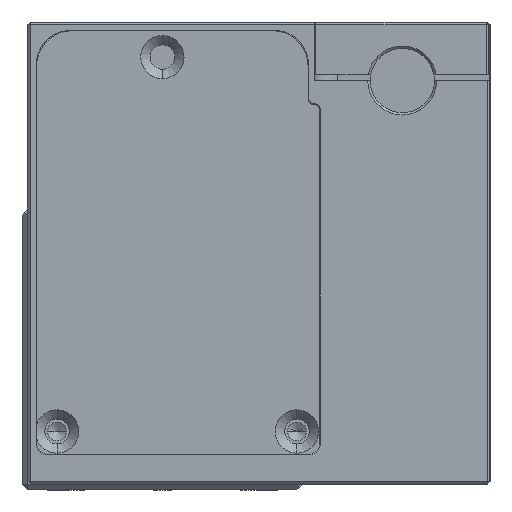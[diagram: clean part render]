
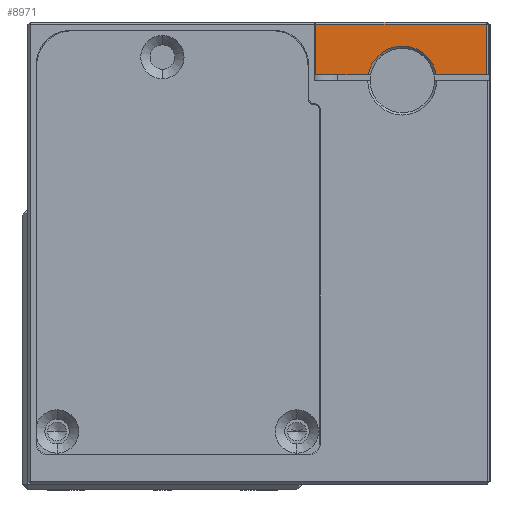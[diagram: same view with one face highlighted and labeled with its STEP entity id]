
A CAD part, left-side view. The second image highlights one B-rep face of the part: STEP entity #8971.
In plain terms, the highlighted planar face has unit normal (-1, 0, 0).
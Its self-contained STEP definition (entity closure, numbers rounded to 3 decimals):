
#206 = FACE_OUTER_BOUND ( 'NONE', #11964, .T. ) ;
#270 = PLANE ( 'NONE',  #13292 ) ;
#941 = VERTEX_POINT ( 'NONE', #14460 ) ;
#1156 = ORIENTED_EDGE ( 'NONE', *, *, #3932, .T. ) ;
#1479 = AXIS2_PLACEMENT_3D ( 'NONE', #8436, #1775, #6343 ) ;
#1616 = DIRECTION ( 'NONE',  ( 0., 0., -1. ) ) ;
#1775 = DIRECTION ( 'NONE',  ( 1., 0., 0. ) ) ;
#2316 = VERTEX_POINT ( 'NONE', #9585 ) ;
#2619 = EDGE_CURVE ( 'NONE', #8655, #2316, #14839, .T. ) ;
#3932 = EDGE_CURVE ( 'NONE', #9808, #941, #14777, .T. ) ;
#4228 = DIRECTION ( 'NONE',  ( 0., 1., 0. ) ) ;
#4893 = DIRECTION ( 'NONE',  ( 0., 0., 1. ) ) ;
#4968 = CARTESIAN_POINT ( 'NONE',  ( -27.9, -15.7, 23.5 ) ) ;
#5051 = VECTOR ( 'NONE', #6702, 1000. ) ;
#5073 = CIRCLE ( 'NONE', #1479, 2.95 ) ;
#5182 = VECTOR ( 'NONE', #10544, 1000. ) ;
#5215 = EDGE_CURVE ( 'NONE', #2316, #9808, #9741, .T. ) ;
#5217 = DIRECTION ( 'NONE',  ( 1., 0., 0. ) ) ;
#5320 = EDGE_CURVE ( 'NONE', #11324, #8655, #9342, .T. ) ;
#5580 = ORIENTED_EDGE ( 'NONE', *, *, #5320, .T. ) ;
#6343 = DIRECTION ( 'NONE',  ( 0., 1., 0. ) ) ;
#6560 = CARTESIAN_POINT ( 'NONE',  ( -27.9, -1.1, 23.5 ) ) ;
#6702 = DIRECTION ( 'NONE',  ( 0., -1., 0. ) ) ;
#7107 = ORIENTED_EDGE ( 'NONE', *, *, #5215, .T. ) ;
#7180 = EDGE_CURVE ( 'NONE', #941, #8042, #5073, .T. ) ;
#7467 = VECTOR ( 'NONE', #4893, 1000. ) ;
#7774 = CARTESIAN_POINT ( 'NONE',  ( -27.9, -1.1, 23.5 ) ) ;
#7892 = ORIENTED_EDGE ( 'NONE', *, *, #2619, .T. ) ;
#7975 = ORIENTED_EDGE ( 'NONE', *, *, #7180, .T. ) ;
#8042 = VERTEX_POINT ( 'NONE', #14781 ) ;
#8436 = CARTESIAN_POINT ( 'NONE',  ( -27.9, -8.5, 23. ) ) ;
#8655 = VERTEX_POINT ( 'NONE', #8998 ) ;
#8746 = CARTESIAN_POINT ( 'NONE',  ( -27.9, -1.1, 28. ) ) ;
#8957 = CARTESIAN_POINT ( 'NONE',  ( -27.9, -1.1, 27.8 ) ) ;
#8971 = ADVANCED_FACE ( 'NONE', ( #206 ), #270, .F. ) ;
#8998 = CARTESIAN_POINT ( 'NONE',  ( -27.9, -15.7, 27.8 ) ) ;
#9342 = LINE ( 'NONE', #12665, #7467 ) ;
#9585 = CARTESIAN_POINT ( 'NONE',  ( -27.9, -1.1, 27.8 ) ) ;
#9741 = LINE ( 'NONE', #8746, #11730 ) ;
#9808 = VERTEX_POINT ( 'NONE', #7774 ) ;
#9814 = LINE ( 'NONE', #14247, #12625 ) ;
#10544 = DIRECTION ( 'NONE',  ( 0., 1., 0. ) ) ;
#11324 = VERTEX_POINT ( 'NONE', #4968 ) ;
#11730 = VECTOR ( 'NONE', #1616, 1000. ) ;
#11964 = EDGE_LOOP ( 'NONE', ( #1156, #7975, #12430, #5580, #7892, #7107 ) ) ;
#12080 = DIRECTION ( 'NONE',  ( 0., -1., 0. ) ) ;
#12148 = CARTESIAN_POINT ( 'NONE',  ( -27.9, -1.1, 28. ) ) ;
#12430 = ORIENTED_EDGE ( 'NONE', *, *, #12566, .T. ) ;
#12566 = EDGE_CURVE ( 'NONE', #8042, #11324, #9814, .T. ) ;
#12625 = VECTOR ( 'NONE', #12080, 1000. ) ;
#12665 = CARTESIAN_POINT ( 'NONE',  ( -27.9, -15.7, 28. ) ) ;
#13292 = AXIS2_PLACEMENT_3D ( 'NONE', #12148, #5217, #4228 ) ;
#14247 = CARTESIAN_POINT ( 'NONE',  ( -27.9, -1.1, 23.5 ) ) ;
#14460 = CARTESIAN_POINT ( 'NONE',  ( -27.9, -5.593, 23.5 ) ) ;
#14777 = LINE ( 'NONE', #6560, #5051 ) ;
#14781 = CARTESIAN_POINT ( 'NONE',  ( -27.9, -11.407, 23.5 ) ) ;
#14839 = LINE ( 'NONE', #8957, #5182 ) ;
